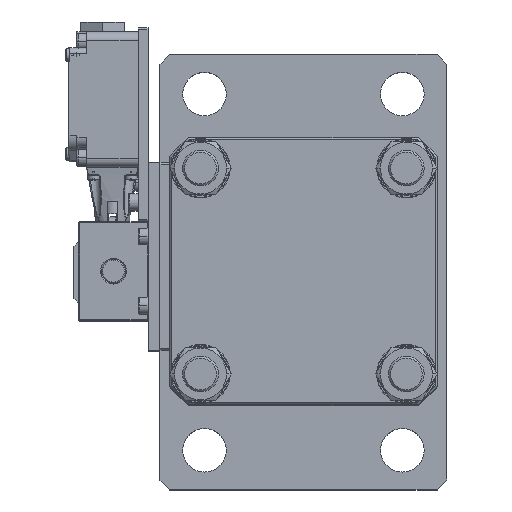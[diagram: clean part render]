
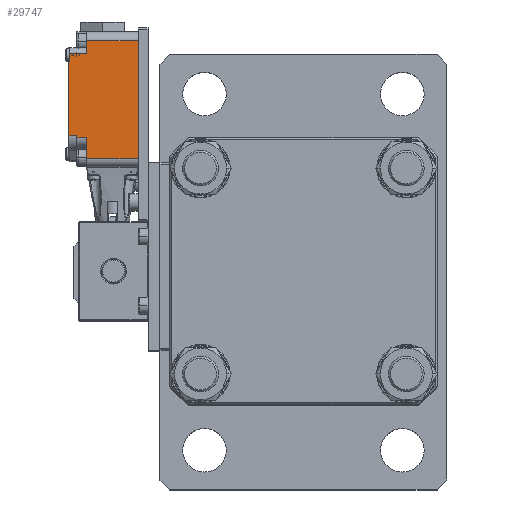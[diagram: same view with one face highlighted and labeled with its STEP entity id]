
A CAD part, top view. The second image highlights one B-rep face of the part: STEP entity #29747.
In plain terms, the highlighted face is planar.
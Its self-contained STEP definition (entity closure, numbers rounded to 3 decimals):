
#10102 = LINE ( 'NONE', #32012, #68247 ) ;
#10106 = LINE ( 'NONE', #32110, #68353 ) ;
#10107 = LINE ( 'NONE', #32112, #68357 ) ;
#10108 = LINE ( 'NONE', #32114, #68362 ) ;
#10109 = LINE ( 'NONE', #32116, #78805 ) ;
#10110 = LINE ( 'NONE', #32118, #60168 ) ;
#10111 = LINE ( 'NONE', #32120, #60169 ) ;
#10112 = LINE ( 'NONE', #32122, #60170 ) ;
#10114 = LINE ( 'NONE', #32129, #60176 ) ;
#10115 = LINE ( 'NONE', #32131, #60177 ) ;
#10427 = FACE_OUTER_BOUND ( 'NONE', #58323, .T. ) ;
#12677 = VERTEX_POINT ( 'NONE', #82007 ) ;
#12698 = VERTEX_POINT ( 'NONE', #82028 ) ;
#12714 = VERTEX_POINT ( 'NONE', #82044 ) ;
#12715 = VERTEX_POINT ( 'NONE', #82045 ) ;
#12976 = VERTEX_POINT ( 'NONE', #79700 ) ;
#13016 = VERTEX_POINT ( 'NONE', #79740 ) ;
#13023 = VERTEX_POINT ( 'NONE', #79747 ) ;
#13024 = VERTEX_POINT ( 'NONE', #79748 ) ;
#13028 = VERTEX_POINT ( 'NONE', #79752 ) ;
#13031 = VERTEX_POINT ( 'NONE', #79755 ) ;
#13032 = VERTEX_POINT ( 'NONE', #79756 ) ;
#13033 = VERTEX_POINT ( 'NONE', #79757 ) ;
#14399 = LINE ( 'NONE', #83788, #84488 ) ;
#14571 = LINE ( 'NONE', #86756, #84934 ) ;
#27173 = PLANE ( 'NONE',  #60625 ) ;
#27174 = CARTESIAN_POINT ( 'NONE',  ( -13., 20., -4.5 ) ) ;
#27175 = DIRECTION ( 'NONE',  ( 0., 1., 0. ) ) ;
#27176 = DIRECTION ( 'NONE',  ( 0., 0., 1. ) ) ;
#29486 = EDGE_CURVE ( 'NONE', #13016, #13028, #10102, .T. ) ;
#29514 = EDGE_CURVE ( 'NONE', #13031, #13024, #10106, .T. ) ;
#29515 = EDGE_CURVE ( 'NONE', #12976, #13032, #10107, .T. ) ;
#29516 = EDGE_CURVE ( 'NONE', #13031, #12677, #10108, .T. ) ;
#29517 = EDGE_CURVE ( 'NONE', #12715, #13028, #10109, .T. ) ;
#29518 = EDGE_CURVE ( 'NONE', #13023, #13016, #10110, .T. ) ;
#29519 = EDGE_CURVE ( 'NONE', #13033, #13032, #10111, .T. ) ;
#29520 = EDGE_CURVE ( 'NONE', #12698, #12714, #10112, .T. ) ;
#29523 = EDGE_CURVE ( 'NONE', #12976, #13024, #10114, .T. ) ;
#29524 = EDGE_CURVE ( 'NONE', #13023, #13033, #10115, .T. ) ;
#29747 = ADVANCED_FACE ( 'NONE', ( #10427 ), #27173, .T. ) ;
#32012 = CARTESIAN_POINT ( 'NONE',  ( 13., 20., -4.5 ) ) ;
#32013 = DIRECTION ( 'NONE',  ( 0., 0., 1. ) ) ;
#32110 = CARTESIAN_POINT ( 'NONE',  ( -22., 20., -16.044 ) ) ;
#32111 = DIRECTION ( 'NONE',  ( 0., 0., -1. ) ) ;
#32112 = CARTESIAN_POINT ( 'NONE',  ( -21.5, 20., -53.5 ) ) ;
#32113 = DIRECTION ( 'NONE',  ( 0., 0., -1. ) ) ;
#32114 = CARTESIAN_POINT ( 'NONE',  ( -22., 20., -16.044 ) ) ;
#32115 = DIRECTION ( 'NONE',  ( 1., 0., 0. ) ) ;
#32116 = CARTESIAN_POINT ( 'NONE',  ( -13., 20., -4.5 ) ) ;
#32117 = DIRECTION ( 'NONE',  ( 1., 0., 0. ) ) ;
#32118 = CARTESIAN_POINT ( 'NONE',  ( -13., 20., -64. ) ) ;
#32119 = DIRECTION ( 'NONE',  ( 1., 0., 0. ) ) ;
#32120 = CARTESIAN_POINT ( 'NONE',  ( -18., 20., -57.5 ) ) ;
#32121 = DIRECTION ( 'NONE',  ( -1., 0., 0. ) ) ;
#32122 = CARTESIAN_POINT ( 'NONE',  ( -13., 20., -15. ) ) ;
#32123 = DIRECTION ( 'NONE',  ( 1., 0., 0. ) ) ;
#32129 = CARTESIAN_POINT ( 'NONE',  ( -21.5, 20., -53.5 ) ) ;
#32130 = DIRECTION ( 'NONE',  ( -1., 0., 0. ) ) ;
#32131 = CARTESIAN_POINT ( 'NONE',  ( -13., 20., -4.5 ) ) ;
#32132 = DIRECTION ( 'NONE',  ( 0., 0., 1. ) ) ;
#35176 = ORIENTED_EDGE ( 'NONE', *, *, #29517, .T. ) ;
#35177 = ORIENTED_EDGE ( 'NONE', *, *, #29523, .T. ) ;
#35178 = ORIENTED_EDGE ( 'NONE', *, *, #29520, .T. ) ;
#35185 = ORIENTED_EDGE ( 'NONE', *, *, #29519, .T. ) ;
#35187 = ORIENTED_EDGE ( 'NONE', *, *, #39803, .F. ) ;
#35190 = ORIENTED_EDGE ( 'NONE', *, *, #29515, .F. ) ;
#35191 = ORIENTED_EDGE ( 'NONE', *, *, #40396, .T. ) ;
#35192 = ORIENTED_EDGE ( 'NONE', *, *, #29518, .F. ) ;
#35194 = ORIENTED_EDGE ( 'NONE', *, *, #29514, .F. ) ;
#35195 = ORIENTED_EDGE ( 'NONE', *, *, #29524, .T. ) ;
#35197 = ORIENTED_EDGE ( 'NONE', *, *, #29486, .F. ) ;
#35202 = ORIENTED_EDGE ( 'NONE', *, *, #29516, .T. ) ;
#39803 = EDGE_CURVE ( 'NONE', #12698, #12677, #14399, .T. ) ;
#40396 = EDGE_CURVE ( 'NONE', #12714, #12715, #14571, .T. ) ;
#58323 = EDGE_LOOP ( 'NONE', ( #35177, #35194, #35202, #35187, #35178, #35191, #35176, #35197, #35192, #35195, #35185, #35190 ) ) ;
#60168 = VECTOR ( 'NONE', #32119, 1000. ) ;
#60169 = VECTOR ( 'NONE', #32121, 1000. ) ;
#60170 = VECTOR ( 'NONE', #32123, 1000. ) ;
#60176 = VECTOR ( 'NONE', #32130, 1000. ) ;
#60177 = VECTOR ( 'NONE', #32132, 1000. ) ;
#60625 = AXIS2_PLACEMENT_3D ( 'NONE', #27174, #27175, #27176 ) ;
#68247 = VECTOR ( 'NONE', #32013, 1000. ) ;
#68353 = VECTOR ( 'NONE', #32111, 1000. ) ;
#68357 = VECTOR ( 'NONE', #32113, 1000. ) ;
#68362 = VECTOR ( 'NONE', #32115, 1000. ) ;
#78805 = VECTOR ( 'NONE', #32117, 1000. ) ;
#79700 = CARTESIAN_POINT ( 'NONE',  ( -21.5, 20., -53.5 ) ) ;
#79740 = CARTESIAN_POINT ( 'NONE',  ( 13., 20., -64. ) ) ;
#79747 = CARTESIAN_POINT ( 'NONE',  ( -13., 20., -64. ) ) ;
#79748 = CARTESIAN_POINT ( 'NONE',  ( -22., 20., -53.5 ) ) ;
#79752 = CARTESIAN_POINT ( 'NONE',  ( 13., 20., -4.5 ) ) ;
#79755 = CARTESIAN_POINT ( 'NONE',  ( -22., 20., -16.044 ) ) ;
#79756 = CARTESIAN_POINT ( 'NONE',  ( -21.5, 20., -57.5 ) ) ;
#79757 = CARTESIAN_POINT ( 'NONE',  ( -13., 20., -57.5 ) ) ;
#82007 = CARTESIAN_POINT ( 'NONE',  ( -18., 20., -16.044 ) ) ;
#82028 = CARTESIAN_POINT ( 'NONE',  ( -18., 20., -15. ) ) ;
#82044 = CARTESIAN_POINT ( 'NONE',  ( -13., 20., -15. ) ) ;
#82045 = CARTESIAN_POINT ( 'NONE',  ( -13., 20., -4.5 ) ) ;
#83788 = CARTESIAN_POINT ( 'NONE',  ( -18., 20., -10. ) ) ;
#83790 = DIRECTION ( 'NONE',  ( 0., 0., -1. ) ) ;
#84488 = VECTOR ( 'NONE', #83790, 1000. ) ;
#84934 = VECTOR ( 'NONE', #86757, 1000. ) ;
#86756 = CARTESIAN_POINT ( 'NONE',  ( -13., 20., -4.5 ) ) ;
#86757 = DIRECTION ( 'NONE',  ( 0., 0., 1. ) ) ;
